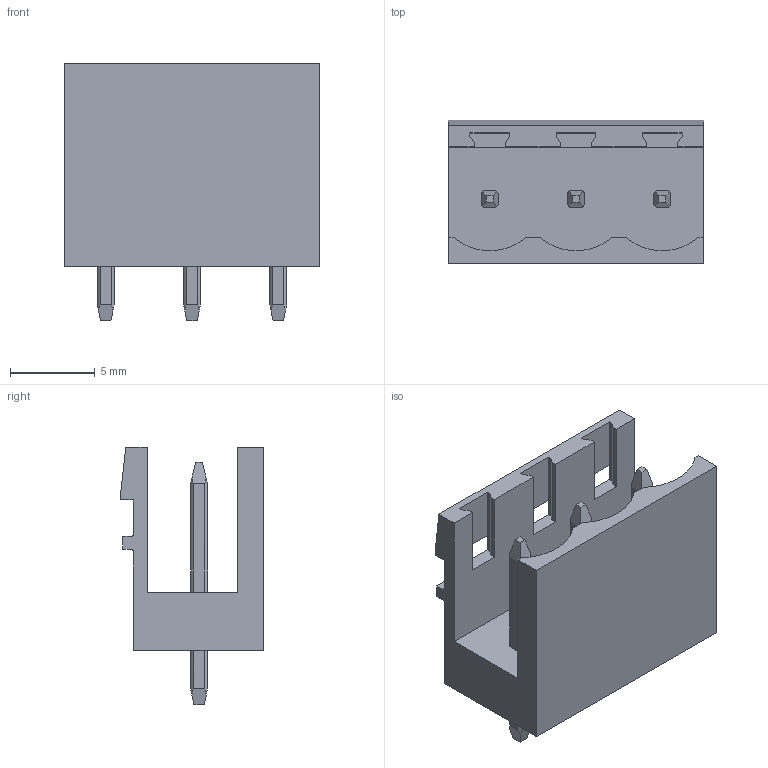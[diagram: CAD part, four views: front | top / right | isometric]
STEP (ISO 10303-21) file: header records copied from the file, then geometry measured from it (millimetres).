
FILE_DESCRIPTION((''),'2;1');
FILE_NAME('WEIDMULLER_1146340000.stp','2012-01-18T09:25:58',(''),(''),'Mechanical Desktop 2011','Mechanical Desktop 2011',', , ');
FILE_SCHEMA(('AUTOMOTIVE_DESIGN { 1 2 10303 214 1 1 1 1 }'));
Length unit declared in the file: millimetre
Products named in the file (1): Product
Bounding box: 15.04 x 8.43 x 15.2 mm (x, y, z)
Volume: 684.5 mm3; surface area: 1127.5 mm2
Topology: 7 solids, 7 shells, 133 faces, 369 edges, 244 vertices
Faces by surface type: plane 86, cylinder 29, bspline 18
Entity records: 4295 total; most frequent: CARTESIAN_POINT 801, ORIENTED_EDGE 738, DIRECTION 683, EDGE_CURVE 369, VECTOR 287, LINE 287, VERTEX_POINT 244, AXIS2_PLACEMENT_3D 198
